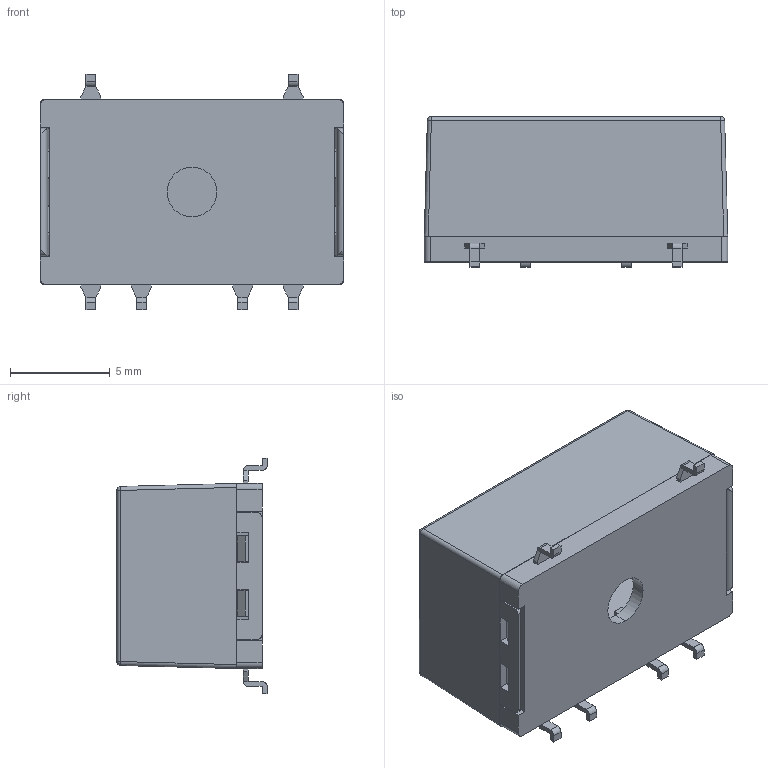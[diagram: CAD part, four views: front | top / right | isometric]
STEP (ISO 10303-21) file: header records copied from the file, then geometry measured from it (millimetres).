
FILE_DESCRIPTION (( 'STEP AP214' ), '1' );
FILE_NAME ('LSR01.STEP', '2015-03-09T02:28:35', ( 'WinXP' ), ( 'MyPC' ), 'SwSTEP 2.0', 'SolidWorks 2012', '' );
FILE_SCHEMA (( 'AUTOMOTIVE_DESIGN' ));
Length unit declared in the file: millimetre
Products named in the file (3): 7B-CD419ZZD02-040912; 7B-FD010FND02-A-040912; LSR01
Assembly tree (2 placements, depth 2):
  LSR01
    7B-FD010FND02-A-040912
    7B-CD419ZZD02-040912
Bounding box: 15.24 x 7.55 x 11.82 mm (x, y, z)
Volume: 346.3 mm3; surface area: 1275.6 mm2
Topology: 3 solids, 3 shells, 235 faces, 604 edges, 384 vertices
Faces by surface type: plane 199, cylinder 32, sphere 4
Entity records: 7664 total; most frequent: CARTESIAN_POINT 1260, ORIENTED_EDGE 1200, DIRECTION 1120, EDGE_CURVE 600, VECTOR 536, LINE 536, VERTEX_POINT 384, AXIS2_PLACEMENT_3D 292
